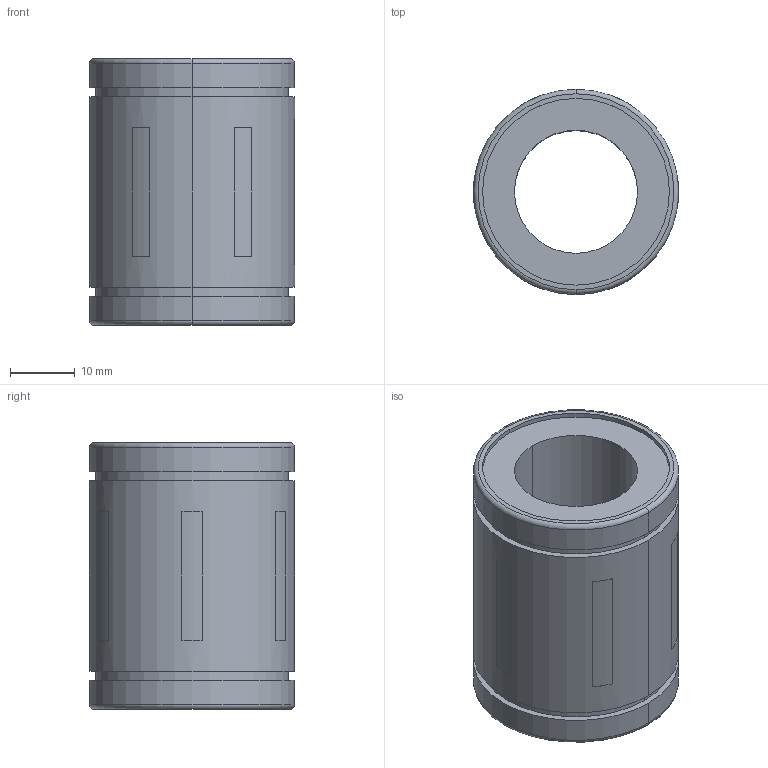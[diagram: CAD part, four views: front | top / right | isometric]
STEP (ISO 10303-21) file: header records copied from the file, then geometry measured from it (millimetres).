
FILE_DESCRIPTION (( 'STEP AP214' ), '1' );
FILE_NAME ('BallBearing_4BBA0C3742.step', '2022-03-21T19:56:58', ( '' ), ( '' ), 'SwSTEP 2.0', 'SolidWorks 2019', '' );
FILE_SCHEMA (( 'AUTOMOTIVE_DESIGN' ));
Length unit declared in the file: inch
Products named in the file (3): BallBearing_4BBA0C3742; w2CxZ0X7Ai_CADModel_0
Assembly tree (1 placements, depth 2):
  BallBearing_4BBA0C3742
    w2CxZ0X7Ai_CADModel_0
  w2CxZ0X7Ai_CADModel_0
Bounding box: 31.75 x 31.75 x 41.27 mm (x, y, z)
Volume: 20097.7 mm3; surface area: 7936.9 mm2
Topology: 1 solids, 1 shells, 58 faces, 128 edges, 84 vertices
Faces by surface type: plane 32, cylinder 22, torus 4
Entity records: 2471 total; most frequent: DIRECTION 318, CARTESIAN_POINT 275, ORIENTED_EDGE 256, EDGE_CURVE 128, AXIS2_PLACEMENT_3D 127, VERTEX_POINT 84, EDGE_LOOP 72, CIRCLE 64
